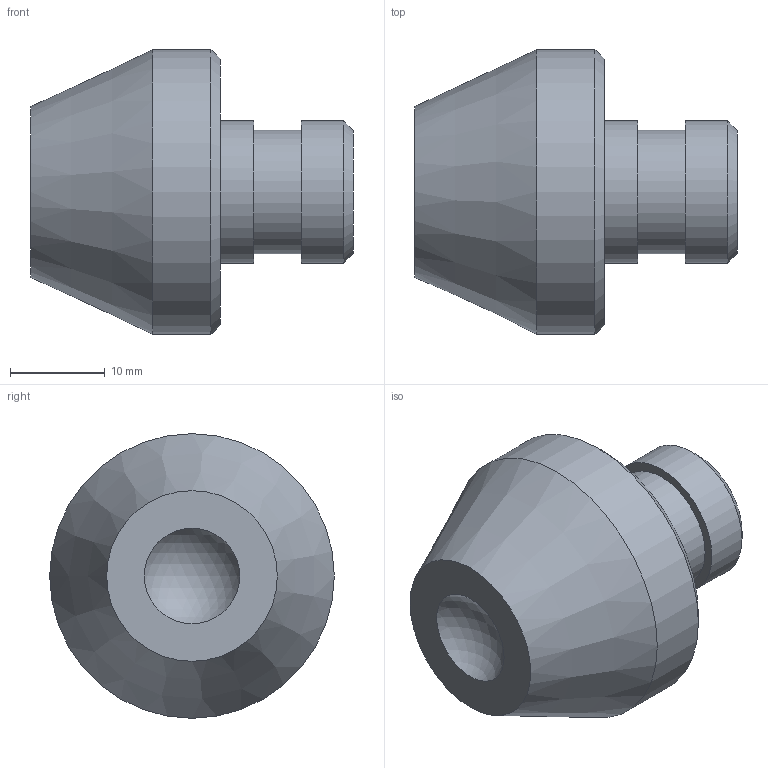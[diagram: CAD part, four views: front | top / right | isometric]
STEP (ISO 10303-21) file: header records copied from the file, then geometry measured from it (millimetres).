
FILE_DESCRIPTION(/* description */ (''),/* implementation_level */ '2;1');
FILE_NAME(/* name */ 'Stempelwerkzeug bzw. Matrize.stp',/* time_stamp */ '2018-12-11T16:47:35+01:00',/* author */ (''),/* organization */ (''),/* preprocessor_version */ 'ST-DEVELOPER v17.2',/* originating_system */ 'Autodesk Inventor 2019',/* authorisation */ '');
FILE_SCHEMA (('AUTOMOTIVE_DESIGN { 1 0 10303 214 3 1 1 }'));
Length unit declared in the file: millimetre
Products named in the file (1): Stempelwerkzeug bzw. Matrize
Bounding box: 34 x 30 x 30 mm (x, y, z)
Volume: 13030.9 mm3; surface area: 3365.1 mm2
Topology: 1 solids, 1 shells, 13 faces, 27 edges, 20 vertices
Faces by surface type: plane 5, cylinder 4, cone 3, sphere 1
Full cylindrical faces by diameter (mm): 13 x1, 15 x2, 30 x1
Entity records: 404 total; most frequent: DIRECTION 75, CARTESIAN_POINT 61, ORIENTED_EDGE 54, AXIS2_PLACEMENT_3D 34, EDGE_CURVE 27, CIRCLE 20, VERTEX_POINT 20, EDGE_LOOP 17
